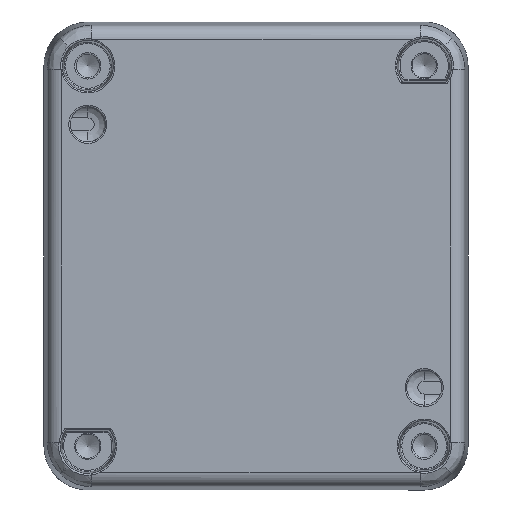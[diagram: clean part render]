
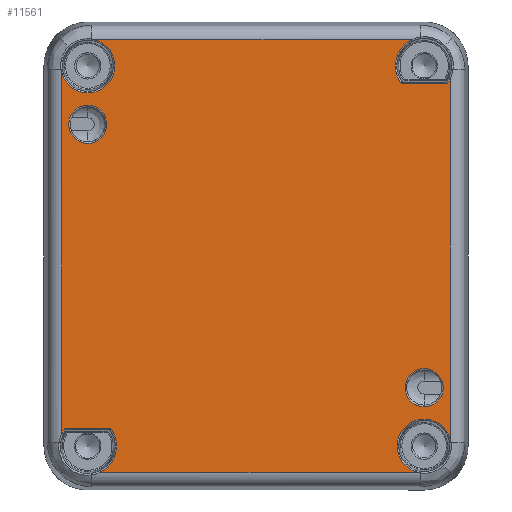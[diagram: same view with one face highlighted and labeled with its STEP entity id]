
A CAD part, front view. The second image highlights one B-rep face of the part: STEP entity #11561.
In plain terms, the highlighted planar face has unit normal (0, -1, 0).
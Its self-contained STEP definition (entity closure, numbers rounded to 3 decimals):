
#219=LINE('',#17610,#837);
#220=LINE('',#17614,#838);
#221=LINE('',#17620,#839);
#222=LINE('',#17625,#840);
#223=LINE('',#17627,#841);
#224=LINE('',#17632,#842);
#837=VECTOR('',#13952,1000.);
#838=VECTOR('',#13955,1000.);
#839=VECTOR('',#13960,1000.);
#840=VECTOR('',#13965,1000.);
#841=VECTOR('',#13966,1000.);
#842=VECTOR('',#13971,1000.);
#1434=PLANE('',#12531);
#1594=ELLIPSE('',#12532,0.371,0.338);
#1595=ELLIPSE('',#12536,0.371,0.338);
#1596=ELLIPSE('',#12537,0.371,0.338);
#1597=ELLIPSE('',#12540,0.371,0.338);
#2615=FACE_BOUND('',#3642,.T.);
#2616=FACE_BOUND('',#3643,.T.);
#2779=FACE_OUTER_BOUND('',#3641,.T.);
#3641=EDGE_LOOP('',(#8164,#8165,#8166,#8167,#8168,#8169,#8170,#8171,#8172,
#8173,#8174,#8175,#8176,#8177,#8178,#8179));
#3642=EDGE_LOOP('',(#8180));
#3643=EDGE_LOOP('',(#8181));
#4466=CIRCLE('',#12345,2.603);
#4468=CIRCLE('',#12348,2.603);
#4498=CIRCLE('',#12390,3.692);
#4588=CIRCLE('',#12533,3.945);
#4589=CIRCLE('',#12534,3.692);
#4590=CIRCLE('',#12535,3.945);
#4591=CIRCLE('',#12538,3.945);
#4592=CIRCLE('',#12539,3.945);
#5105=VERTEX_POINT('',#16556);
#5107=VERTEX_POINT('',#16561);
#5141=VERTEX_POINT('',#16698);
#5142=VERTEX_POINT('',#16700);
#5282=VERTEX_POINT('',#17604);
#5283=VERTEX_POINT('',#17605);
#5284=VERTEX_POINT('',#17607);
#5285=VERTEX_POINT('',#17609);
#5286=VERTEX_POINT('',#17611);
#5287=VERTEX_POINT('',#17613);
#5288=VERTEX_POINT('',#17615);
#5289=VERTEX_POINT('',#17617);
#5290=VERTEX_POINT('',#17619);
#5291=VERTEX_POINT('',#17621);
#5292=VERTEX_POINT('',#17623);
#5293=VERTEX_POINT('',#17626);
#5294=VERTEX_POINT('',#17628);
#5295=VERTEX_POINT('',#17630);
#6188=EDGE_CURVE('',#5105,#5105,#4466,.T.);
#6190=EDGE_CURVE('',#5107,#5107,#4468,.T.);
#6224=EDGE_CURVE('',#5142,#5141,#4498,.T.);
#6375=EDGE_CURVE('',#5282,#5283,#1594,.T.);
#6376=EDGE_CURVE('',#5282,#5284,#4588,.T.);
#6377=EDGE_CURVE('',#5284,#5285,#219,.T.);
#6378=EDGE_CURVE('',#5285,#5286,#4589,.T.);
#6379=EDGE_CURVE('',#5286,#5287,#220,.T.);
#6380=EDGE_CURVE('',#5287,#5288,#4590,.T.);
#6381=EDGE_CURVE('',#5289,#5288,#1595,.T.);
#6382=EDGE_CURVE('',#5289,#5290,#221,.T.);
#6383=EDGE_CURVE('',#5291,#5290,#1596,.T.);
#6384=EDGE_CURVE('',#5291,#5292,#4591,.T.);
#6385=EDGE_CURVE('',#5292,#5142,#222,.T.);
#6386=EDGE_CURVE('',#5141,#5293,#223,.T.);
#6387=EDGE_CURVE('',#5293,#5294,#4592,.T.);
#6388=EDGE_CURVE('',#5295,#5294,#1597,.T.);
#6389=EDGE_CURVE('',#5295,#5283,#224,.T.);
#8164=ORIENTED_EDGE('',*,*,#6375,.F.);
#8165=ORIENTED_EDGE('',*,*,#6376,.T.);
#8166=ORIENTED_EDGE('',*,*,#6377,.T.);
#8167=ORIENTED_EDGE('',*,*,#6378,.T.);
#8168=ORIENTED_EDGE('',*,*,#6379,.T.);
#8169=ORIENTED_EDGE('',*,*,#6380,.T.);
#8170=ORIENTED_EDGE('',*,*,#6381,.F.);
#8171=ORIENTED_EDGE('',*,*,#6382,.T.);
#8172=ORIENTED_EDGE('',*,*,#6383,.F.);
#8173=ORIENTED_EDGE('',*,*,#6384,.T.);
#8174=ORIENTED_EDGE('',*,*,#6385,.T.);
#8175=ORIENTED_EDGE('',*,*,#6224,.T.);
#8176=ORIENTED_EDGE('',*,*,#6386,.T.);
#8177=ORIENTED_EDGE('',*,*,#6387,.T.);
#8178=ORIENTED_EDGE('',*,*,#6388,.F.);
#8179=ORIENTED_EDGE('',*,*,#6389,.T.);
#8180=ORIENTED_EDGE('',*,*,#6190,.T.);
#8181=ORIENTED_EDGE('',*,*,#6188,.T.);
#11561=ADVANCED_FACE('',(#2779,#2615,#2616),#1434,.F.);
#12345=AXIS2_PLACEMENT_3D('',#16557,#13548,#13549);
#12348=AXIS2_PLACEMENT_3D('',#16562,#13554,#13555);
#12390=AXIS2_PLACEMENT_3D('',#16701,#13638,#13639);
#12531=AXIS2_PLACEMENT_3D('',#17603,#13946,#13947);
#12532=AXIS2_PLACEMENT_3D('',#17606,#13948,#13949);
#12533=AXIS2_PLACEMENT_3D('',#17608,#13950,#13951);
#12534=AXIS2_PLACEMENT_3D('',#17612,#13953,#13954);
#12535=AXIS2_PLACEMENT_3D('',#17616,#13956,#13957);
#12536=AXIS2_PLACEMENT_3D('',#17618,#13958,#13959);
#12537=AXIS2_PLACEMENT_3D('',#17622,#13961,#13962);
#12538=AXIS2_PLACEMENT_3D('',#17624,#13963,#13964);
#12539=AXIS2_PLACEMENT_3D('',#17629,#13967,#13968);
#12540=AXIS2_PLACEMENT_3D('',#17631,#13969,#13970);
#13548=DIRECTION('center_axis',(0.,1.,0.));
#13549=DIRECTION('ref_axis',(0.,0.,1.));
#13554=DIRECTION('center_axis',(0.,1.,0.));
#13555=DIRECTION('ref_axis',(0.,0.,1.));
#13638=DIRECTION('center_axis',(0.,1.,0.));
#13639=DIRECTION('ref_axis',(0.,0.,1.));
#13946=DIRECTION('center_axis',(0.,1.,0.));
#13947=DIRECTION('ref_axis',(0.,0.,1.));
#13948=DIRECTION('center_axis',(0.,-1.,
0.));
#13949=DIRECTION('ref_axis',(0.888,0.,-0.46));
#13950=DIRECTION('center_axis',(0.,1.,0.));
#13951=DIRECTION('ref_axis',(0.,0.,1.));
#13952=DIRECTION('',(-1.,0.,0.));
#13953=DIRECTION('center_axis',(0.,1.,0.));
#13954=DIRECTION('ref_axis',(0.,0.,1.));
#13955=DIRECTION('',(0.,0.,-1.));
#13956=DIRECTION('center_axis',(0.,1.,0.));
#13957=DIRECTION('ref_axis',(0.,0.,1.));
#13958=DIRECTION('center_axis',(0.,-1.,
0.));
#13959=DIRECTION('ref_axis',(0.888,0.,0.46));
#13960=DIRECTION('',(1.,0.,0.));
#13961=DIRECTION('center_axis',(0.,-1.,
0.));
#13962=DIRECTION('ref_axis',(0.888,0.,-0.46));
#13963=DIRECTION('center_axis',(0.,1.,0.));
#13964=DIRECTION('ref_axis',(0.,0.,1.));
#13965=DIRECTION('',(1.,0.,0.));
#13966=DIRECTION('',(0.,0.,1.));
#13967=DIRECTION('center_axis',(0.,1.,0.));
#13968=DIRECTION('ref_axis',(0.,0.,1.));
#13969=DIRECTION('center_axis',(0.,-1.,
0.));
#13970=DIRECTION('ref_axis',(0.888,0.,0.46));
#13971=DIRECTION('',(-1.,0.,0.));
#16556=CARTESIAN_POINT('',(23.,-25.,-15.397));
#16557=CARTESIAN_POINT('Origin',(23.,-25.,-18.));
#16561=CARTESIAN_POINT('',(-23.,-25.,20.603));
#16562=CARTESIAN_POINT('Origin',(-23.,-25.,18.));
#16698=CARTESIAN_POINT('',(26.54,-25.,-24.951));
#16700=CARTESIAN_POINT('',(21.951,-25.,-29.54));
#16701=CARTESIAN_POINT('Origin',(23.,-25.,-26.));
#17603=CARTESIAN_POINT('Origin',(-29.,-25.,32.));
#17604=CARTESIAN_POINT('',(19.778,-25.,23.725));
#17605=CARTESIAN_POINT('',(20.104,-25.,23.555));
#17606=CARTESIAN_POINT('Origin',(20.076,-25.,23.901));
#17607=CARTESIAN_POINT('',(21.259,-25.,29.54));
#17608=CARTESIAN_POINT('Origin',(23.,-25.,26.));
#17609=CARTESIAN_POINT('',(-21.951,-25.,29.54));
#17610=CARTESIAN_POINT('',(-22.501,-25.,29.54));
#17611=CARTESIAN_POINT('',(-26.54,-25.,24.951));
#17612=CARTESIAN_POINT('Origin',(-23.,-25.,26.));
#17613=CARTESIAN_POINT('',(-26.54,-25.,-24.259));
#17614=CARTESIAN_POINT('',(-26.54,-25.,-25.501));
#17615=CARTESIAN_POINT('',(-26.222,-25.,-23.725));
#17616=CARTESIAN_POINT('Origin',(-23.,-25.,-26.));
#17617=CARTESIAN_POINT('',(-25.896,-25.,-23.555));
#17618=CARTESIAN_POINT('Origin',(-25.924,-25.,-23.901));
#17619=CARTESIAN_POINT('',(-20.104,-25.,-23.555));
#17620=CARTESIAN_POINT('',(-20.,-25.,-23.555));
#17621=CARTESIAN_POINT('',(-19.778,-25.,-23.725));
#17622=CARTESIAN_POINT('Origin',(-20.076,-25.,-23.901));
#17623=CARTESIAN_POINT('',(-21.259,-25.,-29.54));
#17624=CARTESIAN_POINT('Origin',(-23.,-25.,-26.));
#17625=CARTESIAN_POINT('',(22.501,-25.,-29.54));
#17626=CARTESIAN_POINT('',(26.54,-25.,24.259));
#17627=CARTESIAN_POINT('',(26.54,-25.,25.501));
#17628=CARTESIAN_POINT('',(26.222,-25.,23.725));
#17629=CARTESIAN_POINT('Origin',(23.,-25.,26.));
#17630=CARTESIAN_POINT('',(25.896,-25.,23.555));
#17631=CARTESIAN_POINT('Origin',(25.924,-25.,23.901));
#17632=CARTESIAN_POINT('',(20.,-25.,23.555));
